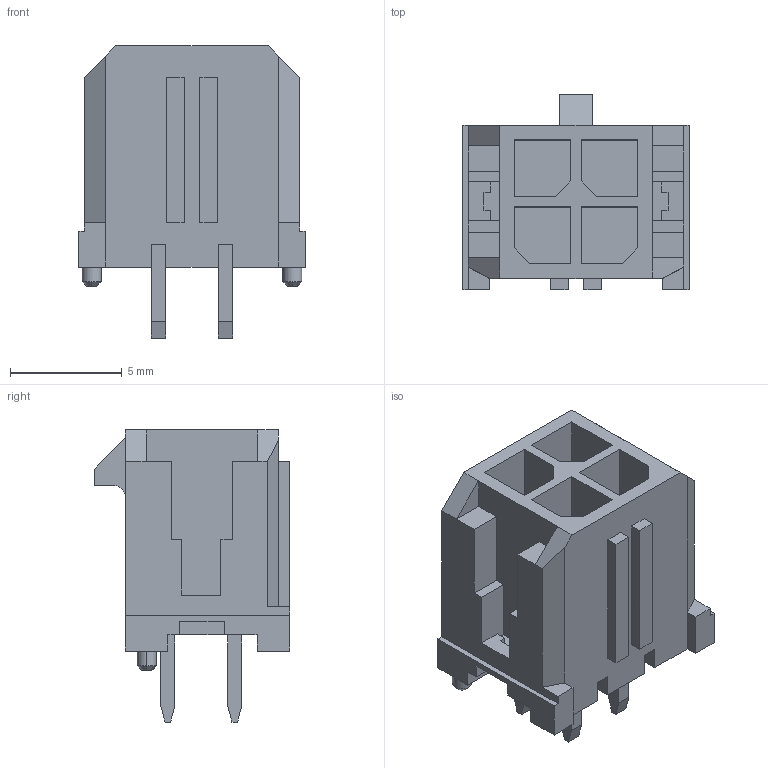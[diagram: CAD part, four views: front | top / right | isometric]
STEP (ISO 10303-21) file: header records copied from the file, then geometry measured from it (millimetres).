
FILE_DESCRIPTION(('STEP AP214'),'1');
FILE_NAME('43045-0427.stp','2017-04-25T14:19:40',('TraceParts'),('TraceParts S.A.'),'Spatial InterOp 3D',' ',' ');
FILE_SCHEMA(('automotive_design'));
Length unit declared in the file: millimetre
Products named in the file (2): 43045-0427_1; 1
Bounding box: 10.15 x 8.77 x 13.09 mm (x, y, z)
Volume: 411.7 mm3; surface area: 844.5 mm2
Topology: 1 solids, 1 shells, 184 faces, 498 edges, 334 vertices
Faces by surface type: plane 171, cone 8, cylinder 5
Entity records: 5671 total; most frequent: CARTESIAN_POINT 1000, ORIENTED_EDGE 978, DIRECTION 892, EDGE_CURVE 489, LINE 476, VECTOR 476, VERTEX_POINT 316, AXIS2_PLACEMENT_3D 208
